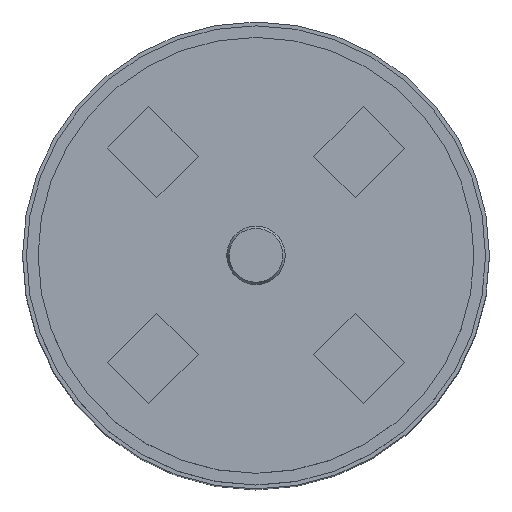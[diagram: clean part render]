
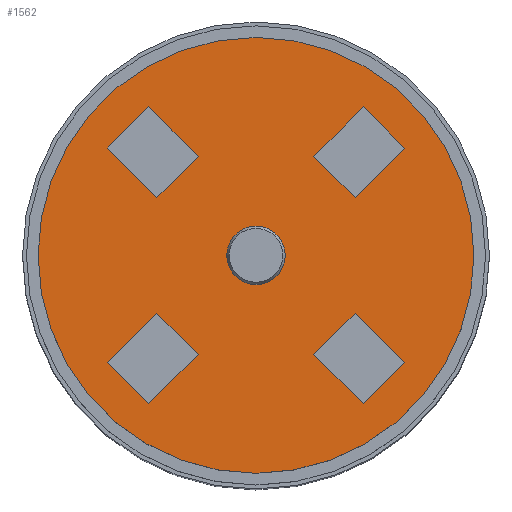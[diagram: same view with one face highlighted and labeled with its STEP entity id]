
A CAD part, top view. The second image highlights one B-rep face of the part: STEP entity #1562.
In plain terms, the highlighted planar face has unit normal (0, 0, 1).
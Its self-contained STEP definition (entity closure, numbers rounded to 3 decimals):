
#52=FACE_BOUND('',#284,.T.);
#53=FACE_BOUND('',#285,.T.);
#54=FACE_BOUND('',#286,.T.);
#55=FACE_BOUND('',#287,.T.);
#56=FACE_BOUND('',#288,.T.);
#97=PLANE('',#1755);
#180=FACE_OUTER_BOUND('',#283,.T.);
#283=EDGE_LOOP('',(#1322,#1323));
#284=EDGE_LOOP('',(#1324,#1325,#1326,#1327));
#285=EDGE_LOOP('',(#1328,#1329,#1330,#1331));
#286=EDGE_LOOP('',(#1332,#1333,#1334,#1335));
#287=EDGE_LOOP('',(#1336,#1337,#1338,#1339));
#288=EDGE_LOOP('',(#1340));
#369=CIRCLE('',#1728,0.75);
#370=CIRCLE('',#1730,5.6);
#371=CIRCLE('',#1731,5.6);
#452=LINE('',#5015,#534);
#455=LINE('',#5020,#537);
#457=LINE('',#5024,#539);
#459=LINE('',#5027,#541);
#464=LINE('',#5040,#546);
#467=LINE('',#5045,#549);
#469=LINE('',#5049,#551);
#471=LINE('',#5052,#553);
#476=LINE('',#5065,#558);
#479=LINE('',#5070,#561);
#481=LINE('',#5074,#563);
#483=LINE('',#5077,#565);
#488=LINE('',#5090,#570);
#491=LINE('',#5095,#573);
#493=LINE('',#5099,#575);
#495=LINE('',#5102,#577);
#534=VECTOR('',#2031,1.);
#537=VECTOR('',#2036,1.);
#539=VECTOR('',#2040,1.);
#541=VECTOR('',#2044,1.);
#546=VECTOR('',#2053,1.);
#549=VECTOR('',#2058,1.);
#551=VECTOR('',#2062,1.);
#553=VECTOR('',#2066,1.);
#558=VECTOR('',#2075,1.);
#561=VECTOR('',#2080,1.);
#563=VECTOR('',#2084,1.);
#565=VECTOR('',#2088,1.);
#570=VECTOR('',#2097,1.);
#573=VECTOR('',#2102,1.);
#575=VECTOR('',#2106,1.);
#577=VECTOR('',#2110,1.);
#680=VERTEX_POINT('',#5013);
#681=VERTEX_POINT('',#5014);
#682=VERTEX_POINT('',#5019);
#683=VERTEX_POINT('',#5023);
#688=VERTEX_POINT('',#5038);
#689=VERTEX_POINT('',#5039);
#690=VERTEX_POINT('',#5044);
#691=VERTEX_POINT('',#5048);
#696=VERTEX_POINT('',#5063);
#697=VERTEX_POINT('',#5064);
#698=VERTEX_POINT('',#5069);
#699=VERTEX_POINT('',#5073);
#704=VERTEX_POINT('',#5088);
#705=VERTEX_POINT('',#5089);
#706=VERTEX_POINT('',#5094);
#707=VERTEX_POINT('',#5098);
#710=VERTEX_POINT('',#5111);
#711=VERTEX_POINT('',#5115);
#712=VERTEX_POINT('',#5116);
#863=EDGE_CURVE('',#680,#681,#452,.T.);
#866=EDGE_CURVE('',#682,#680,#455,.T.);
#868=EDGE_CURVE('',#683,#682,#457,.T.);
#870=EDGE_CURVE('',#681,#683,#459,.T.);
#875=EDGE_CURVE('',#688,#689,#464,.T.);
#878=EDGE_CURVE('',#690,#688,#467,.T.);
#880=EDGE_CURVE('',#691,#690,#469,.T.);
#882=EDGE_CURVE('',#689,#691,#471,.T.);
#887=EDGE_CURVE('',#696,#697,#476,.T.);
#890=EDGE_CURVE('',#698,#696,#479,.T.);
#892=EDGE_CURVE('',#699,#698,#481,.T.);
#894=EDGE_CURVE('',#697,#699,#483,.T.);
#899=EDGE_CURVE('',#704,#705,#488,.T.);
#902=EDGE_CURVE('',#706,#704,#491,.T.);
#904=EDGE_CURVE('',#707,#706,#493,.T.);
#906=EDGE_CURVE('',#705,#707,#495,.T.);
#910=EDGE_CURVE('',#710,#710,#369,.T.);
#912=EDGE_CURVE('',#711,#712,#370,.T.);
#913=EDGE_CURVE('',#712,#711,#371,.T.);
#1322=ORIENTED_EDGE('',*,*,#912,.T.);
#1323=ORIENTED_EDGE('',*,*,#913,.T.);
#1324=ORIENTED_EDGE('',*,*,#904,.F.);
#1325=ORIENTED_EDGE('',*,*,#906,.F.);
#1326=ORIENTED_EDGE('',*,*,#899,.F.);
#1327=ORIENTED_EDGE('',*,*,#902,.F.);
#1328=ORIENTED_EDGE('',*,*,#880,.F.);
#1329=ORIENTED_EDGE('',*,*,#882,.F.);
#1330=ORIENTED_EDGE('',*,*,#875,.F.);
#1331=ORIENTED_EDGE('',*,*,#878,.F.);
#1332=ORIENTED_EDGE('',*,*,#868,.F.);
#1333=ORIENTED_EDGE('',*,*,#870,.F.);
#1334=ORIENTED_EDGE('',*,*,#863,.F.);
#1335=ORIENTED_EDGE('',*,*,#866,.F.);
#1336=ORIENTED_EDGE('',*,*,#892,.F.);
#1337=ORIENTED_EDGE('',*,*,#894,.F.);
#1338=ORIENTED_EDGE('',*,*,#887,.F.);
#1339=ORIENTED_EDGE('',*,*,#890,.F.);
#1340=ORIENTED_EDGE('',*,*,#910,.F.);
#1562=ADVANCED_FACE('',(#180,#52,#53,#54,#55,#56),#97,.T.);
#1728=AXIS2_PLACEMENT_3D('',#5112,#2122,#2123);
#1730=AXIS2_PLACEMENT_3D('',#5117,#2127,#2128);
#1731=AXIS2_PLACEMENT_3D('',#5118,#2129,#2130);
#1755=AXIS2_PLACEMENT_3D('',#5162,#2182,#2183);
#2031=DIRECTION('',(-0.707,-0.707,0.));
#2036=DIRECTION('',(-0.707,0.707,0.));
#2040=DIRECTION('',(0.707,0.707,0.));
#2044=DIRECTION('',(0.707,-0.707,0.));
#2053=DIRECTION('',(0.707,-0.707,0.));
#2058=DIRECTION('',(-0.707,-0.707,0.));
#2062=DIRECTION('',(-0.707,0.707,0.));
#2066=DIRECTION('',(0.707,0.707,0.));
#2075=DIRECTION('',(0.707,0.707,0.));
#2080=DIRECTION('',(0.707,-0.707,0.));
#2084=DIRECTION('',(-0.707,-0.707,0.));
#2088=DIRECTION('',(-0.707,0.707,0.));
#2097=DIRECTION('',(-0.707,0.707,0.));
#2102=DIRECTION('',(0.707,0.707,0.));
#2106=DIRECTION('',(0.707,-0.707,0.));
#2110=DIRECTION('',(-0.707,-0.707,0.));
#2122=DIRECTION('center_axis',(0.,0.,
1.));
#2123=DIRECTION('ref_axis',(1.,0.,0.));
#2127=DIRECTION('center_axis',(0.,0.,
1.));
#2128=DIRECTION('ref_axis',(-1.,0.,0.));
#2129=DIRECTION('center_axis',(0.,0.,
1.));
#2130=DIRECTION('ref_axis',(-1.,0.,0.));
#2182=DIRECTION('center_axis',(0.,0.,
1.));
#2183=DIRECTION('ref_axis',(-1.,0.,0.));
#5013=CARTESIAN_POINT('',(2.545,-1.486,27.05));
#5014=CARTESIAN_POINT('',(1.484,-2.546,27.05));
#5015=CARTESIAN_POINT('',(2.545,-1.486,27.05));
#5019=CARTESIAN_POINT('',(3.817,-2.759,27.05));
#5020=CARTESIAN_POINT('',(3.817,-2.759,27.05));
#5023=CARTESIAN_POINT('',(2.756,-3.819,27.05));
#5024=CARTESIAN_POINT('',(2.756,-3.819,27.05));
#5027=CARTESIAN_POINT('',(1.484,-2.546,27.05));
#5038=CARTESIAN_POINT('',(1.486,2.545,27.05));
#5039=CARTESIAN_POINT('',(2.546,1.484,27.05));
#5040=CARTESIAN_POINT('',(1.486,2.545,27.05));
#5044=CARTESIAN_POINT('',(2.759,3.817,27.05));
#5045=CARTESIAN_POINT('',(2.759,3.817,27.05));
#5048=CARTESIAN_POINT('',(3.819,2.756,27.05));
#5049=CARTESIAN_POINT('',(3.819,2.756,27.05));
#5052=CARTESIAN_POINT('',(2.546,1.484,27.05));
#5063=CARTESIAN_POINT('',(-2.545,1.486,27.05));
#5064=CARTESIAN_POINT('',(-1.484,2.546,27.05));
#5065=CARTESIAN_POINT('',(-2.545,1.486,27.05));
#5069=CARTESIAN_POINT('',(-3.817,2.759,27.05));
#5070=CARTESIAN_POINT('',(-3.817,2.759,27.05));
#5073=CARTESIAN_POINT('',(-2.756,3.819,27.05));
#5074=CARTESIAN_POINT('',(-2.756,3.819,27.05));
#5077=CARTESIAN_POINT('',(-1.484,2.546,27.05));
#5088=CARTESIAN_POINT('',(-1.486,-2.545,27.05));
#5089=CARTESIAN_POINT('',(-2.546,-1.484,27.05));
#5090=CARTESIAN_POINT('',(-1.486,-2.545,27.05));
#5094=CARTESIAN_POINT('',(-2.759,-3.817,27.05));
#5095=CARTESIAN_POINT('',(-2.759,-3.817,27.05));
#5098=CARTESIAN_POINT('',(-3.819,-2.756,27.05));
#5099=CARTESIAN_POINT('',(-3.819,-2.756,27.05));
#5102=CARTESIAN_POINT('',(-2.546,-1.484,27.05));
#5111=CARTESIAN_POINT('',(-0.75,0.,27.05));
#5112=CARTESIAN_POINT('Origin',(0.,0.,
27.05));
#5115=CARTESIAN_POINT('',(-5.6,0.002,27.05));
#5116=CARTESIAN_POINT('',(5.6,-0.002,27.05));
#5117=CARTESIAN_POINT('Origin',(0.,0.,
27.05));
#5118=CARTESIAN_POINT('Origin',(0.,0.,
27.05));
#5162=CARTESIAN_POINT('Origin',(0.,0.,
27.05));
